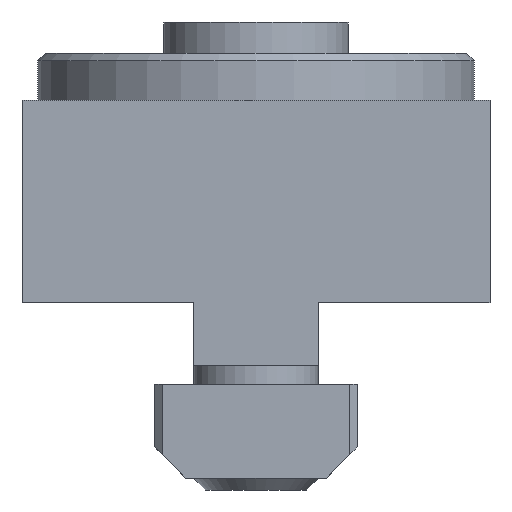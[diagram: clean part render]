
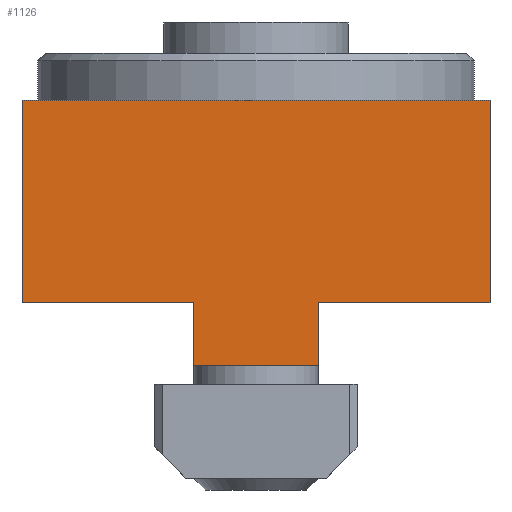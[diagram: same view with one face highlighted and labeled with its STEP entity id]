
A CAD part, front view. The second image highlights one B-rep face of the part: STEP entity #1126.
In plain terms, the highlighted planar face has unit normal (0, -1, 0).
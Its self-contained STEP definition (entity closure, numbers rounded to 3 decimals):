
#85=PLANE('',#1312);
#140=FACE_OUTER_BOUND('',#202,.T.);
#202=EDGE_LOOP('',(#889,#890,#891,#892,#893,#894,#895,#896));
#257=LINE('',#1772,#362);
#265=LINE('',#1794,#370);
#275=LINE('',#1816,#380);
#278=LINE('',#1828,#383);
#288=LINE('',#1849,#393);
#294=LINE('',#1860,#399);
#296=LINE('',#1866,#401);
#298=LINE('',#1874,#403);
#362=VECTOR('',#1424,10.);
#370=VECTOR('',#1440,10.);
#380=VECTOR('',#1460,10.);
#383=VECTOR('',#1471,10.);
#393=VECTOR('',#1487,10.);
#399=VECTOR('',#1499,10.);
#401=VECTOR('',#1509,10.);
#403=VECTOR('',#1523,10.);
#521=VERTEX_POINT('',#1769);
#522=VERTEX_POINT('',#1771);
#531=VERTEX_POINT('',#1791);
#532=VERTEX_POINT('',#1793);
#539=VERTEX_POINT('',#1814);
#543=VERTEX_POINT('',#1825);
#544=VERTEX_POINT('',#1827);
#552=VERTEX_POINT('',#1847);
#633=EDGE_CURVE('',#521,#522,#257,.T.);
#643=EDGE_CURVE('',#532,#531,#265,.T.);
#655=EDGE_CURVE('',#531,#539,#275,.T.);
#661=EDGE_CURVE('',#544,#543,#278,.T.);
#672=EDGE_CURVE('',#543,#552,#288,.T.);
#678=EDGE_CURVE('',#539,#522,#294,.T.);
#682=EDGE_CURVE('',#552,#532,#296,.T.);
#686=EDGE_CURVE('',#544,#521,#298,.T.);
#889=ORIENTED_EDGE('',*,*,#643,.T.);
#890=ORIENTED_EDGE('',*,*,#655,.T.);
#891=ORIENTED_EDGE('',*,*,#678,.T.);
#892=ORIENTED_EDGE('',*,*,#633,.F.);
#893=ORIENTED_EDGE('',*,*,#686,.F.);
#894=ORIENTED_EDGE('',*,*,#661,.T.);
#895=ORIENTED_EDGE('',*,*,#672,.T.);
#896=ORIENTED_EDGE('',*,*,#682,.T.);
#1126=ADVANCED_FACE('',(#140),#85,.T.);
#1312=AXIS2_PLACEMENT_3D('',#1873,#1521,#1522);
#1424=DIRECTION('',(1.,0.,0.));
#1440=DIRECTION('',(0.,0.,1.));
#1460=DIRECTION('',(1.,0.,0.));
#1471=DIRECTION('',(1.,0.,0.));
#1487=DIRECTION('',(0.,0.,-1.));
#1499=DIRECTION('',(0.,0.,1.));
#1509=DIRECTION('',(1.,0.,0.));
#1521=DIRECTION('center_axis',(0.,-1.,0.));
#1522=DIRECTION('ref_axis',(1.,0.,0.));
#1523=DIRECTION('',(0.,0.,1.));
#1769=CARTESIAN_POINT('',(-15.,-40.,17.));
#1771=CARTESIAN_POINT('',(15.,-40.,17.));
#1772=CARTESIAN_POINT('',(-15.,-40.,17.));
#1791=CARTESIAN_POINT('',(4.,-40.,4.));
#1793=CARTESIAN_POINT('',(4.,-40.,0.));
#1794=CARTESIAN_POINT('',(4.,-40.,0.));
#1814=CARTESIAN_POINT('',(15.,-40.,4.));
#1816=CARTESIAN_POINT('',(-2.75,-40.,4.));
#1825=CARTESIAN_POINT('',(-4.,-40.,4.));
#1827=CARTESIAN_POINT('',(-15.,-40.,4.));
#1828=CARTESIAN_POINT('',(-12.25,-40.,4.));
#1847=CARTESIAN_POINT('',(-4.,-40.,0.));
#1849=CARTESIAN_POINT('',(-4.,-40.,0.));
#1860=CARTESIAN_POINT('',(15.,-40.,0.));
#1866=CARTESIAN_POINT('',(-15.,-40.,0.));
#1873=CARTESIAN_POINT('Origin',(-15.,-40.,0.));
#1874=CARTESIAN_POINT('',(-15.,-40.,0.));
